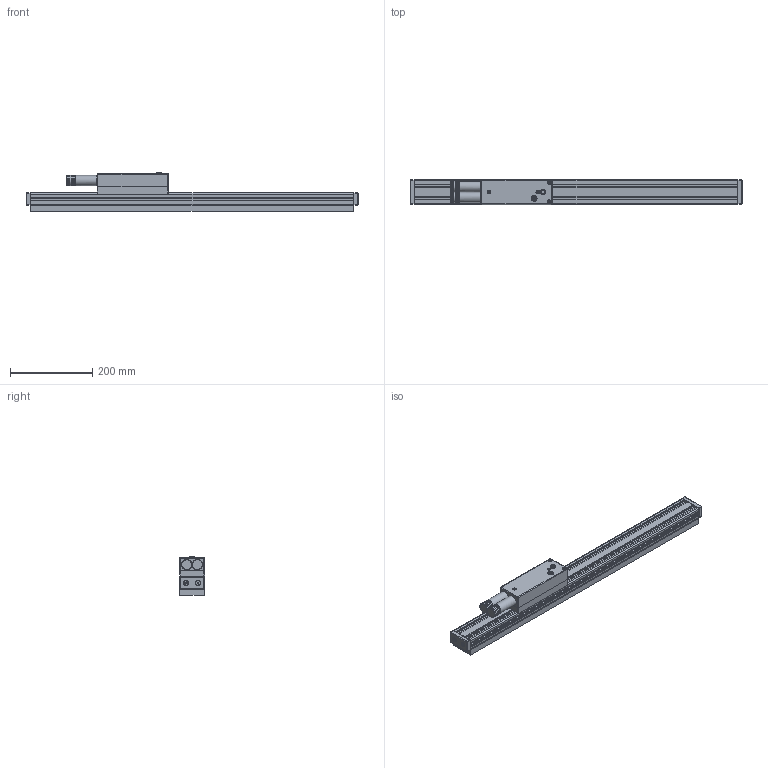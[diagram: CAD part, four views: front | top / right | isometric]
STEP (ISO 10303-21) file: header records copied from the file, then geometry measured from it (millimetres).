
FILE_DESCRIPTION(/* description */ (''),/* implementation_level */ '2;1');
FILE_NAME(/* name */ 'SVAC08151C210.stp',/* time_stamp */ '2024-03-06T10:10:12+01:00',/* author */ ('enginyeria2'),/* organization */ (''),/* preprocessor_version */ 'ST-DEVELOPER v20',/* originating_system */ 'Autodesk Inventor 2024',/* authorisation */ '');
FILE_SCHEMA (('AUTOMOTIVE_DESIGN { 1 0 10303 214 3 1 1 }'));
Length unit declared in the file: centimetre
Products named in the file (16): Ensamblaje2; SVAC08151C210.ipj; espuma20; PCMTPZ291123APL07; MTPZ101023A_conjunto_CV; PCMTPZ101023APL05; pccvsknfint; silrl3-4; DIN 7991 - M4x40; 3100 08 00; PCTAPLATTOR1-8; DIN 912 - M5 x 12; Stoper; PCLVAC6JNT; PCMTPZ101023APL12; ISO 10642 - M6 x  20
Assembly tree (34 placements, depth 4):
  Ensamblaje2
    SVAC08151C210.ipj
      espuma20
      PCMTPZ291123APL07
      PCLVAC6JNT  x4
      PCMTPZ101023APL12  x4
      MTPZ101023A_conjunto_CV
        PCMTPZ101023APL05
        pccvsknfint
        silrl3-4  x2
        DIN 7991 - M4x40  x4
        PCTAPLATTOR1-8  x2
        3100 08 00
        DIN 912 - M5 x 12  x6
        Stoper
      ISO 10642 - M6 x  20  x4
Bounding box: 809 x 61.2 x 94.5 mm (x, y, z)
Volume: 2404151.2 mm3; surface area: 505512.1 mm2
Topology: 32 solids, 32 shells, 1020 faces, 2293 edges, 1405 vertices
Faces by surface type: plane 617, cylinder 297, cone 59, torus 26, sphere 20, bspline 1
Full cylindrical faces by diameter (mm): 1 x31, 4 x4, 5 x6, 6 x5, 6.5 x8, 7 x8, 8 x4, 8.2 x1, 8.5 x6, 9.35 x1, 9.7 x2, 10.8 x2, 11.34 x4, 11.89 x3, 12.05 x2, 12.14 x1, 12.15 x1, 12.46 x3, 13 x1, 14.195 x2, 14.4 x2, 14.5 x2, 16 x2, 21 x2, 21.6 x2, 25 x4
Entity records: 15388 total; most frequent: DIRECTION 2772, CARTESIAN_POINT 2596, ORIENTED_EDGE 2342, EDGE_CURVE 1171, AXIS2_PLACEMENT_3D 1055, VERTEX_POINT 721, LINE 662, VECTOR 662
